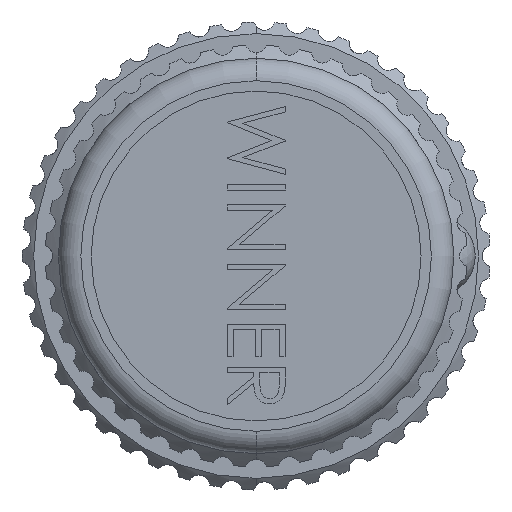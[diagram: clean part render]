
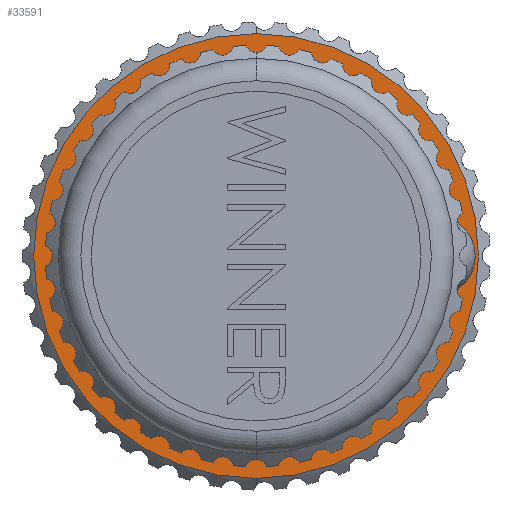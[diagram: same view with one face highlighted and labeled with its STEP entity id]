
A CAD part, left-side view. The second image highlights one B-rep face of the part: STEP entity #33591.
In plain terms, the highlighted planar face has unit normal (-1, 0, 0).
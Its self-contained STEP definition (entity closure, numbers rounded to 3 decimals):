
#380 = VERTEX_POINT ( 'NONE', #26855 ) ;
#1381 = ORIENTED_EDGE ( 'NONE', *, *, #10952, .T. ) ;
#1926 = EDGE_LOOP ( 'NONE', ( #26452, #33399 ) ) ;
#2365 = EDGE_LOOP ( 'NONE', ( #25331, #1381 ) ) ;
#4128 = CIRCLE ( 'NONE', #22849, 15.3 ) ;
#4216 = DIRECTION ( 'NONE',  ( 0., 0., -1. ) ) ;
#4384 = DIRECTION ( 'NONE',  ( 0., 0., -1. ) ) ;
#5318 = VERTEX_POINT ( 'NONE', #19549 ) ;
#6167 = CARTESIAN_POINT ( 'NONE',  ( -7.9, 0., 0. ) ) ;
#7222 = DIRECTION ( 'NONE',  ( -1., 0., 0. ) ) ;
#7268 = DIRECTION ( 'NONE',  ( -1., 0., 0. ) ) ;
#8010 = DIRECTION ( 'NONE',  ( -1., 0., 0. ) ) ;
#9379 = AXIS2_PLACEMENT_3D ( 'NONE', #6167, #34022, #16900 ) ;
#10370 = AXIS2_PLACEMENT_3D ( 'NONE', #15855, #8010, #27155 ) ;
#10952 = EDGE_CURVE ( 'NONE', #380, #28845, #17483, .T. ) ;
#12593 = CARTESIAN_POINT ( 'NONE',  ( -7.9, 0., 8.56 ) ) ;
#13256 = CIRCLE ( 'NONE', #14102, 8.56 ) ;
#13761 = DIRECTION ( 'NONE',  ( -1., 0., 0. ) ) ;
#14102 = AXIS2_PLACEMENT_3D ( 'NONE', #31112, #13761, #14489 ) ;
#14455 = AXIS2_PLACEMENT_3D ( 'NONE', #34781, #7268, #4384 ) ;
#14489 = DIRECTION ( 'NONE',  ( 0., 0., -1. ) ) ;
#15426 = CARTESIAN_POINT ( 'NONE',  ( -7.9, 0., 0. ) ) ;
#15731 = FACE_OUTER_BOUND ( 'NONE', #2365, .T. ) ;
#15855 = CARTESIAN_POINT ( 'NONE',  ( -7.9, 0., 0. ) ) ;
#16900 = DIRECTION ( 'NONE',  ( 0., 0., -1. ) ) ;
#17483 = CIRCLE ( 'NONE', #9379, 15.3 ) ;
#19549 = CARTESIAN_POINT ( 'NONE',  ( -7.9, 0., -8.56 ) ) ;
#19872 = CIRCLE ( 'NONE', #14455, 8.56 ) ;
#22849 = AXIS2_PLACEMENT_3D ( 'NONE', #15426, #7222, #4216 ) ;
#23860 = EDGE_CURVE ( 'NONE', #5318, #26276, #19872, .T. ) ;
#25331 = ORIENTED_EDGE ( 'NONE', *, *, #26261, .T. ) ;
#26261 = EDGE_CURVE ( 'NONE', #28845, #380, #4128, .T. ) ;
#26276 = VERTEX_POINT ( 'NONE', #12593 ) ;
#26452 = ORIENTED_EDGE ( 'NONE', *, *, #23860, .F. ) ;
#26855 = CARTESIAN_POINT ( 'NONE',  ( -7.9, 0., -15.3 ) ) ;
#27026 = FACE_BOUND ( 'NONE', #1926, .T. ) ;
#27155 = DIRECTION ( 'NONE',  ( 0., 0., -1. ) ) ;
#28845 = VERTEX_POINT ( 'NONE', #29659 ) ;
#29659 = CARTESIAN_POINT ( 'NONE',  ( -7.9, 0., 15.3 ) ) ;
#30306 = EDGE_CURVE ( 'NONE', #26276, #5318, #13256, .T. ) ;
#31112 = CARTESIAN_POINT ( 'NONE',  ( -7.9, 0., 0. ) ) ;
#32477 = PLANE ( 'NONE',  #10370 ) ;
#33399 = ORIENTED_EDGE ( 'NONE', *, *, #30306, .F. ) ;
#33591 = ADVANCED_FACE ( 'NONE', ( #27026, #15731 ), #32477, .T. ) ;
#34022 = DIRECTION ( 'NONE',  ( -1., 0., 0. ) ) ;
#34781 = CARTESIAN_POINT ( 'NONE',  ( -7.9, 0., 0. ) ) ;
